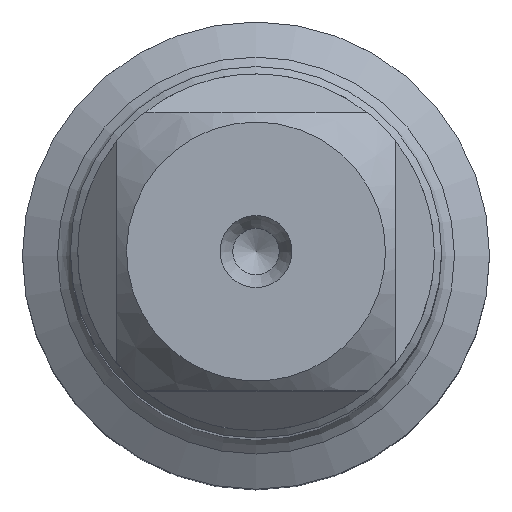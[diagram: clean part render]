
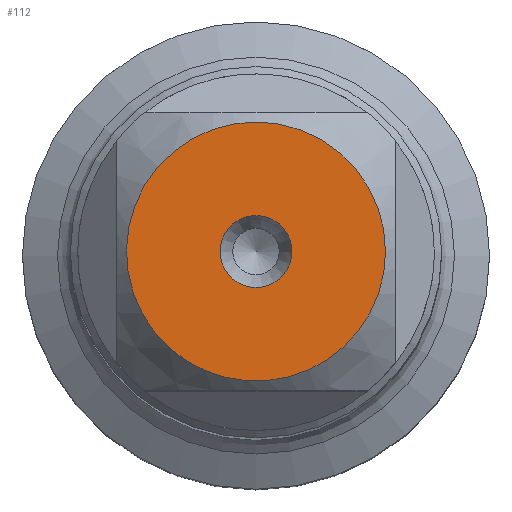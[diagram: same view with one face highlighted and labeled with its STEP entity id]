
A CAD part, top view. The second image highlights one B-rep face of the part: STEP entity #112.
In plain terms, the highlighted planar face has unit normal (0, 0, 1).
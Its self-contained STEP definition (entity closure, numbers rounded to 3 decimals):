
#54=PLANE('',#482);
#112=ADVANCED_FACE('',(#156,#157),#54,.F.);
#156=FACE_BOUND('',#194,.T.);
#157=FACE_BOUND('',#195,.T.);
#194=EDGE_LOOP('',(#262));
#195=EDGE_LOOP('',(#263));
#262=ORIENTED_EDGE('',*,*,#373,.T.);
#263=ORIENTED_EDGE('',*,*,#346,.T.);
#310=VERTEX_POINT('',#679);
#333=VERTEX_POINT('',#756);
#346=EDGE_CURVE('',#310,#310,#388,.T.);
#373=EDGE_CURVE('',#333,#333,#399,.T.);
#388=CIRCLE('',#459,5.58);
#399=CIRCLE('',#481,1.55);
#459=AXIS2_PLACEMENT_3D('',#678,#525,#526);
#481=AXIS2_PLACEMENT_3D('',#755,#577,#578);
#482=AXIS2_PLACEMENT_3D('',#757,#579,#580);
#525=DIRECTION('',(0.,0.,1.));
#526=DIRECTION('',(1.,0.,0.));
#577=DIRECTION('',(0.,0.,-1.));
#578=DIRECTION('',(-1.,0.,0.));
#579=DIRECTION('',(0.,0.,-1.));
#580=DIRECTION('',(-1.,0.,0.));
#678=CARTESIAN_POINT('',(0.,0.,0.));
#679=CARTESIAN_POINT('',(5.58,0.,0.));
#755=CARTESIAN_POINT('',(0.,0.,0.));
#756=CARTESIAN_POINT('',(-1.55,0.,0.));
#757=CARTESIAN_POINT('',(8.2,0.,0.));
